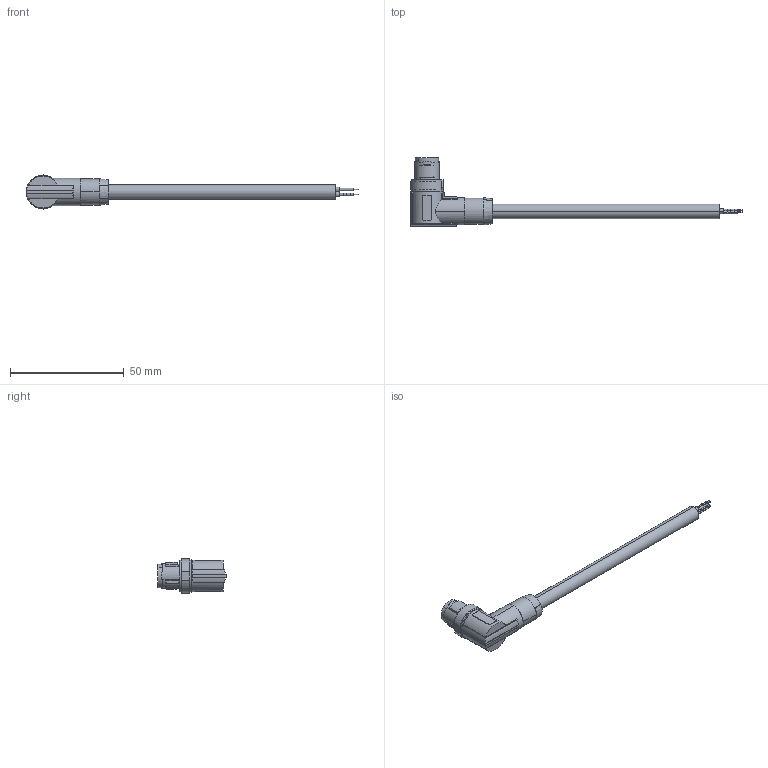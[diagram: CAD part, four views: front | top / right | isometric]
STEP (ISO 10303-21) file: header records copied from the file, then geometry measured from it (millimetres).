
FILE_DESCRIPTION(('SolidDesigner STEP Export'),'2;1');
FILE_NAME('1408735_NBC_MRD_10.0_93E_SCO_US-select.stp','2013-06-06T13:33:27',(''),(''),'Creo Elements/Direct Modeling STEP processor for AP214 (Solid Model)','Creo Elements/Direct Modeling 18.1 06-May-2012 (C) Parametric Technology GmbH','');
FILE_SCHEMA(('AUTOMOTIVE_DESIGN { 1 0 10303 214 1 1 1 1 }'));
Length unit declared in the file: millimetre
Products named in the file (1): 1408735_NBC_MRD_10.0_93E_SCO_US-select
Bounding box: 146.25 x 30 x 14.99 mm (x, y, z)
Volume: 9313 mm3; surface area: 4974.4 mm2
Topology: 1 solids, 1 shells, 200 faces, 489 edges, 322 vertices
Faces by surface type: plane 84, cylinder 84, cone 22, bspline 10
Entity records: 11350 total; most frequent: CARTESIAN_POINT 5293, ORIENTED_EDGE 978, DIRECTION 785, EDGE_CURVE 489, VERTEX_POINT 322, AXIS2_PLACEMENT_3D 291, EDGE_LOOP 231, VECTOR 203
